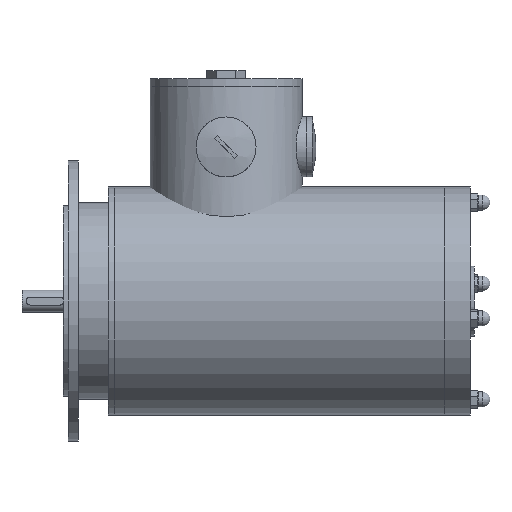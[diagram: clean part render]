
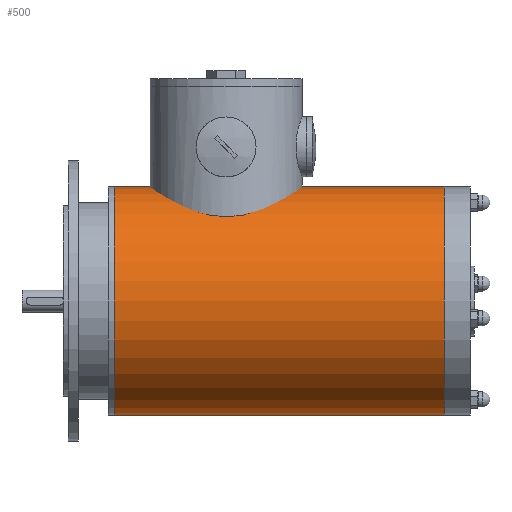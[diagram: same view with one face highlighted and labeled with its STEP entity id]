
A CAD part, front view. The second image highlights one B-rep face of the part: STEP entity #500.
In plain terms, the highlighted cylindrical face has radius 57 mm (diameter 114 mm), a full revolution.
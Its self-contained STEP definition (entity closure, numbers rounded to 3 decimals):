
#500=ADVANCED_FACE('', (#510,#520), #530, .T.);
#8300=AXIS2_PLACEMENT_3D('Ax2Pl3d', #8310, #8320, #8330);
#8340=AXIS2_PLACEMENT_3D('Ax2Pl3d', #8350, #8360, #8370);
#8380=AXIS2_PLACEMENT_3D('Ax2Pl3d', #8390, #8400, #8410);
#8310=CARTESIAN_POINT('HicPkt', (0.061,0.029,
0.));
#8350=CARTESIAN_POINT('HicPkt', (165.061,0.029,0.));
#56960=CARTESIAN_POINT('', (165.061,57.029,0.));
#8390=CARTESIAN_POINT('HicPkt', (0.061,0.029,0.));
#56970=CARTESIAN_POINT('', (0.061,57.029,0.));
#60410=CIRCLE('Circle', #8340, 57.);
#60420=CIRCLE('Circle', #8380, 57.);
#530=CYLINDRICAL_SURFACE('Zyl', #8300, 57.);
#8320=DIRECTION('Axis', (1.,0.,0.));
#8330=DIRECTION('RefDirection', (0.,0.,-1.));
#8360=DIRECTION('Axis', (1.,0.,0.));
#8370=DIRECTION('RefDirection', (0.,0.,-1.));
#8400=DIRECTION('Axis', (1.,0.,0.));
#8410=DIRECTION('RefDirection', (0.,0.,-1.));
#72560=EDGE_CURVE('', #72570, #72570, #60410, .T.);
#72580=EDGE_CURVE('', #72590, #72590, #60420, .T.);
#79390=EDGE_LOOP('Edge_loop', (#79400));
#79410=EDGE_LOOP('Edge_loop', (#79420));
#520=FACE_BOUND('', #79410, .T.);
#510=FACE_OUTER_BOUND('Face_outer_bound', #79390, .T.);
#79400=ORIENTED_EDGE('', *, *, #72560, .F.);
#79420=ORIENTED_EDGE('', *, *, #72580, .T.);
#72570=VERTEX_POINT('', #56960);
#72590=VERTEX_POINT('', #56970);
